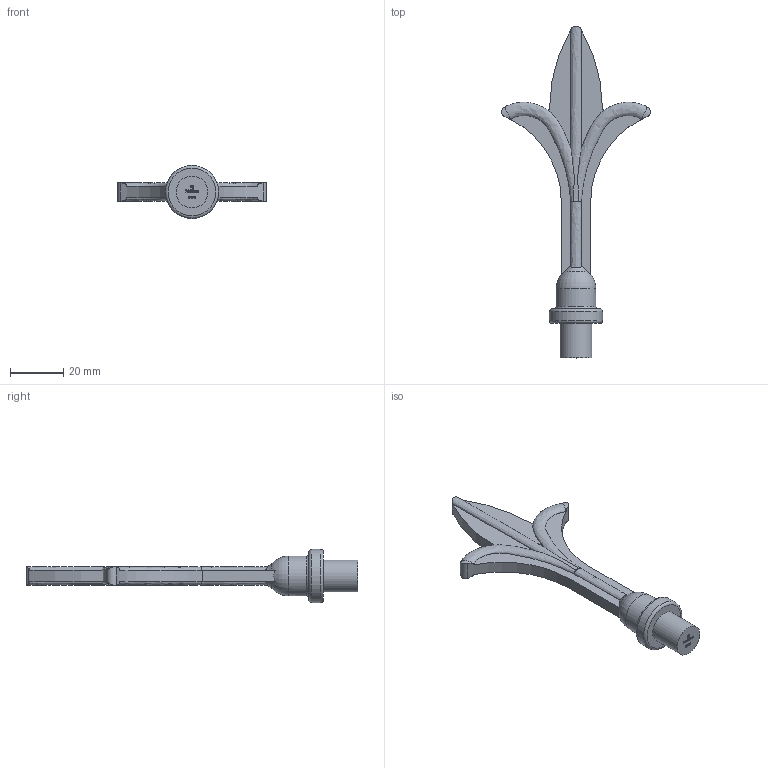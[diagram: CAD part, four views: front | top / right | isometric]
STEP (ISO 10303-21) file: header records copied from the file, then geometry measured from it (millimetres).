
FILE_DESCRIPTION (( 'STEP AP203' ), '1' );
FILE_NAME ('32521.STEP', '2023-07-14T09:38:24', ( '' ), ( '' ), 'SwSTEP 2.0', 'SolidWorks 2018', '' );
FILE_SCHEMA (( 'CONFIG_CONTROL_DESIGN' ));
Length unit declared in the file: millimetre
Products named in the file (1): 32521
Bounding box: 56 x 125 x 20 mm (x, y, z)
Volume: 14446.6 mm3; surface area: 6749.2 mm2
Topology: 1 solids, 1 shells, 271 faces, 738 edges, 488 vertices
Faces by surface type: plane 137, bspline 114, cylinder 14, torus 6
Full cylindrical faces by diameter (mm): 12 x1, 15 x1, 20 x1
Entity records: 14628 total; most frequent: CARTESIAN_POINT 8607, ORIENTED_EDGE 1456, DIRECTION 805, EDGE_CURVE 728, VERTEX_POINT 485, LINE 435, VECTOR 435, EDGE_LOOP 297
